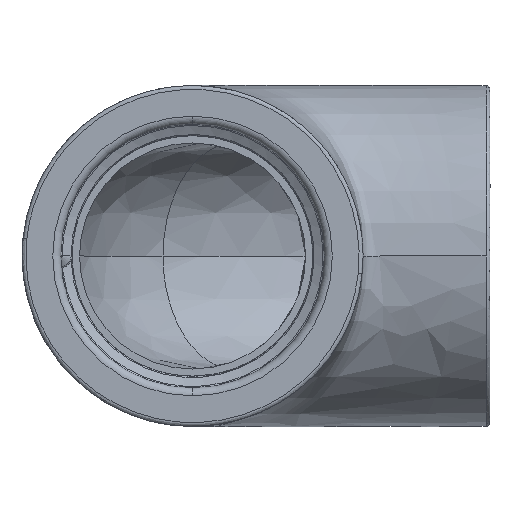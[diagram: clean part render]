
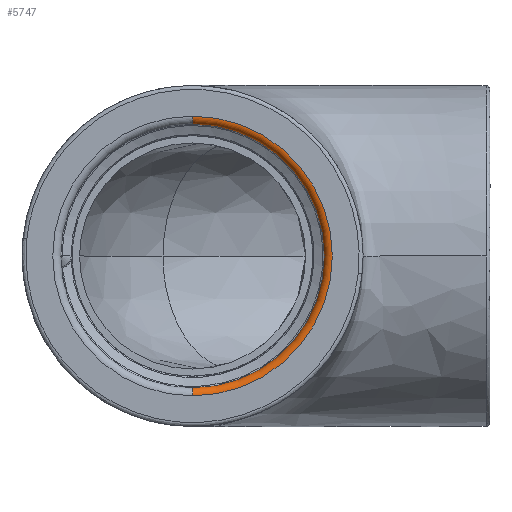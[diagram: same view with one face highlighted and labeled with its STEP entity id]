
A CAD part, front view. The second image highlights one B-rep face of the part: STEP entity #5747.
In plain terms, the highlighted toroidal (fillet/blend) face has major radius 17.625 mm and minor radius 1 mm.
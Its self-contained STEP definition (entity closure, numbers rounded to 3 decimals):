
#1524 = ORIENTED_EDGE ( 'NONE', *, *, #11820, .T. ) ;
#1525 = ORIENTED_EDGE ( 'NONE', *, *, #10032, .F. ) ;
#1526 = ORIENTED_EDGE ( 'NONE', *, *, #10031, .F. ) ;
#1527 = ORIENTED_EDGE ( 'NONE', *, *, #10033, .F. ) ;
#2294 = VERTEX_POINT ( 'NONE', #4980 ) ;
#2295 = VERTEX_POINT ( 'NONE', #4975 ) ;
#2300 = EDGE_LOOP ( 'NONE', ( #1525, #1524, #1526, #1527 ) ) ;
#3331 = CARTESIAN_POINT ( 'NONE',  ( 0., -37.5, 0. ) ) ;
#3332 = DIRECTION ( 'NONE',  ( 0., 1., 0. ) ) ;
#3333 = DIRECTION ( 'NONE',  ( 0., 0., 1. ) ) ;
#3334 = CARTESIAN_POINT ( 'NONE',  ( 0., -36.5, 0. ) ) ;
#3335 = DIRECTION ( 'NONE',  ( 0., -1., 0. ) ) ;
#3336 = DIRECTION ( 'NONE',  ( 0., 0., 1. ) ) ;
#3338 = CARTESIAN_POINT ( 'NONE',  ( 0., -36.5, 17.625 ) ) ;
#3339 = DIRECTION ( 'NONE',  ( -1., 0., 0. ) ) ;
#3340 = DIRECTION ( 'NONE',  ( 0., 0., 1. ) ) ;
#3352 = CARTESIAN_POINT ( 'NONE',  ( 0., -36.5, 16.625 ) ) ;
#3358 = CARTESIAN_POINT ( 'NONE',  ( 0., -37.5, 17.625 ) ) ;
#3378 = CARTESIAN_POINT ( 'NONE',  ( 0., -36.5, -17.625 ) ) ;
#3379 = DIRECTION ( 'NONE',  ( 1., 0., 0. ) ) ;
#3380 = DIRECTION ( 'NONE',  ( 0., 0., -1. ) ) ;
#4824 = CIRCLE ( 'NONE', #4835, 17.625 ) ;
#4834 = CIRCLE ( 'NONE', #4837, 16.625 ) ;
#4835 = AXIS2_PLACEMENT_3D ( 'NONE', #3331, #3332, #3333 ) ;
#4836 = CIRCLE ( 'NONE', #4839, 1. ) ;
#4837 = AXIS2_PLACEMENT_3D ( 'NONE', #3334, #3335, #3336 ) ;
#4839 = AXIS2_PLACEMENT_3D ( 'NONE', #3338, #3339, #3340 ) ;
#4844 = AXIS2_PLACEMENT_3D ( 'NONE', #3378, #3379, #3380 ) ;
#4845 = CIRCLE ( 'NONE', #4844, 1. ) ;
#4975 = CARTESIAN_POINT ( 'NONE',  ( 0., -36.5, -16.625 ) ) ;
#4980 = CARTESIAN_POINT ( 'NONE',  ( 0., -37.5, -17.625 ) ) ;
#5747 = ADVANCED_FACE ( 'NONE', ( #9258 ), #8081, .T. ) ;
#8077 = AXIS2_PLACEMENT_3D ( 'NONE', #9263, #9253, #9264 ) ;
#8081 = TOROIDAL_SURFACE ( 'NONE', #8077, 17.625, 1. ) ;
#9253 = DIRECTION ( 'NONE',  ( 0., 1., 0. ) ) ;
#9258 = FACE_OUTER_BOUND ( 'NONE', #2300, .T. ) ;
#9263 = CARTESIAN_POINT ( 'NONE',  ( 0., -36.5, 0. ) ) ;
#9264 = DIRECTION ( 'NONE',  ( 0., 0., 1. ) ) ;
#10031 = EDGE_CURVE ( 'NONE', #10413, #2294, #4824, .T. ) ;
#10032 = EDGE_CURVE ( 'NONE', #2295, #10412, #4834, .T. ) ;
#10033 = EDGE_CURVE ( 'NONE', #10412, #10413, #4836, .T. ) ;
#10412 = VERTEX_POINT ( 'NONE', #3352 ) ;
#10413 = VERTEX_POINT ( 'NONE', #3358 ) ;
#11820 = EDGE_CURVE ( 'NONE', #2295, #2294, #4845, .T. ) ;
